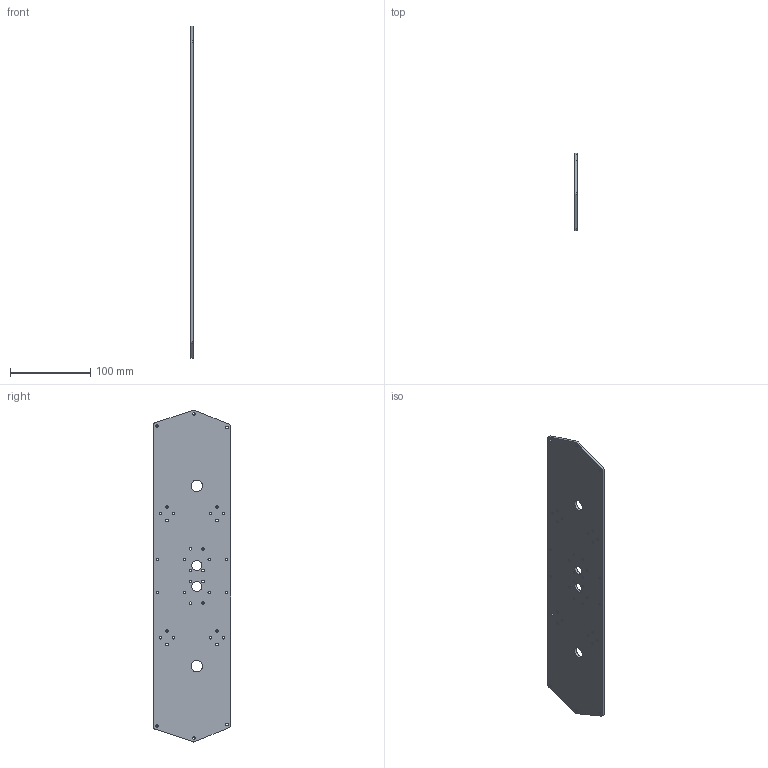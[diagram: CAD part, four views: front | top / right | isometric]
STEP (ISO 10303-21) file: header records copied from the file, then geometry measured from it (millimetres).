
FILE_DESCRIPTION(/* description */ (''),/* implementation_level */ '2;1');
FILE_NAME(/* name */ 'motor siding centerstage.stp',/* time_stamp */ '2024-08-01T12:21:38-04:00',/* author */ ('Preston'),/* organization */ (''),/* preprocessor_version */ 'ST-DEVELOPER v19.2',/* originating_system */ 'Autodesk Inventor 2024',/* authorisation */ '');
FILE_SCHEMA (('AUTOMOTIVE_DESIGN { 1 0 10303 214 3 1 1 }'));
Length unit declared in the file: inch
Products named in the file (1): siding left 2
Bounding box: 3.17 x 96.39 x 413.85 mm (x, y, z)
Volume: 118692.9 mm3; surface area: 79497.2 mm2
Topology: 1 solids, 1 shells, 57 faces, 290 edges, 309 vertices
Faces by surface type: cylinder 48, plane 9
Full cylindrical faces by diameter (mm): 3.048 x38, 12.376 x1, 12.387 x1, 13.97 x2
Entity records: 2683 total; most frequent: CARTESIAN_POINT 542, DIRECTION 499, ORIENTED_EDGE 330, AXIS2_PLACEMENT_3D 215, EDGE_CURVE 165, CIRCLE 157, EDGE_LOOP 141, VERTEX_POINT 110
